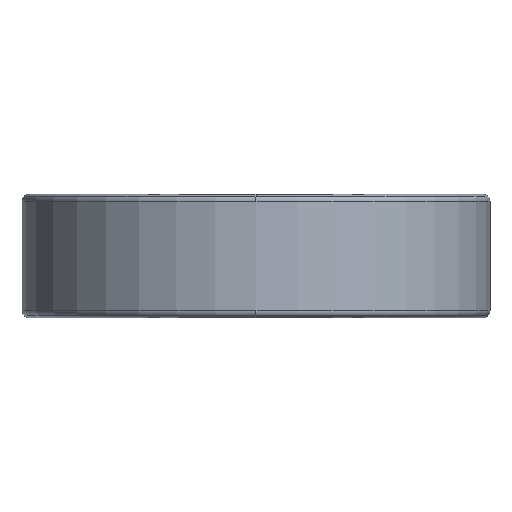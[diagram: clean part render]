
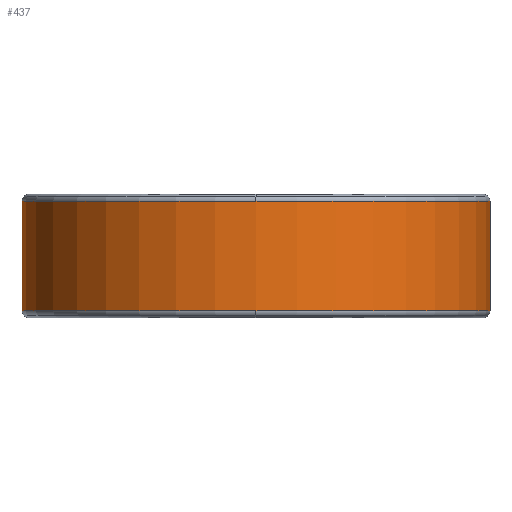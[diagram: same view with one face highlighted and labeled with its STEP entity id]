
A CAD part, left-side view. The second image highlights one B-rep face of the part: STEP entity #437.
In plain terms, the highlighted cylindrical face has radius 36 mm (diameter 72 mm), a partial arc.
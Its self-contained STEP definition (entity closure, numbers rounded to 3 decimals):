
#74 = TOROIDAL_SURFACE('',#75,34.9,1.1);
#75 = AXIS2_PLACEMENT_3D('',#76,#77,#78);
#76 = CARTESIAN_POINT('',(168.,-100.,-185.6));
#77 = DIRECTION('',(0.,0.,-1.));
#78 = DIRECTION('',(-1.,0.,0.));
#316 = TOROIDAL_SURFACE('',#317,34.9,1.1);
#317 = AXIS2_PLACEMENT_3D('',#318,#319,#320);
#318 = CARTESIAN_POINT('',(168.,-100.,-185.6));
#319 = DIRECTION('',(0.,0.,-1.));
#320 = DIRECTION('',(-1.,0.,0.));
#334 = VERTEX_POINT('',#335);
#335 = CARTESIAN_POINT('',(168.,-136.,-185.6));
#352 = CYLINDRICAL_SURFACE('',#353,36.);
#353 = AXIS2_PLACEMENT_3D('',#354,#355,#356);
#354 = CARTESIAN_POINT('',(168.,-100.,-194.));
#355 = DIRECTION('',(0.,0.,-1.));
#356 = DIRECTION('',(0.,1.,0.));
#388 = VERTEX_POINT('',#389);
#389 = CARTESIAN_POINT('',(132.,-100.,-185.6));
#411 = EDGE_CURVE('',#388,#334,#412,.T.);
#412 = SURFACE_CURVE('',#413,(#418,#425),.PCURVE_S1.);
#413 = CIRCLE('',#414,36.);
#414 = AXIS2_PLACEMENT_3D('',#415,#416,#417);
#415 = CARTESIAN_POINT('',(168.,-100.,-185.6));
#416 = DIRECTION('',(0.,0.,1.));
#417 = DIRECTION('',(-1.,0.,0.));
#418 = PCURVE('',#316,#419);
#419 = DEFINITIONAL_REPRESENTATION('',(#420),#424);
#420 = LINE('',#421,#422);
#421 = CARTESIAN_POINT('',(6.283,6.283));
#422 = VECTOR('',#423,1.);
#423 = DIRECTION('',(-1.,0.));
#424 = ( GEOMETRIC_REPRESENTATION_CONTEXT(2) 
PARAMETRIC_REPRESENTATION_CONTEXT() REPRESENTATION_CONTEXT('2D SPACE',''
  ) );
#425 = PCURVE('',#426,#431);
#426 = CYLINDRICAL_SURFACE('',#427,36.);
#427 = AXIS2_PLACEMENT_3D('',#428,#429,#430);
#428 = CARTESIAN_POINT('',(168.,-100.,-194.));
#429 = DIRECTION('',(0.,0.,-1.));
#430 = DIRECTION('',(0.,1.,0.));
#431 = DEFINITIONAL_REPRESENTATION('',(#432),#436);
#432 = LINE('',#433,#434);
#433 = CARTESIAN_POINT('',(4.712,-8.4));
#434 = VECTOR('',#435,1.);
#435 = DIRECTION('',(-1.,0.));
#436 = ( GEOMETRIC_REPRESENTATION_CONTEXT(2) 
PARAMETRIC_REPRESENTATION_CONTEXT() REPRESENTATION_CONTEXT('2D SPACE',''
  ) );
#437 = ADVANCED_FACE('',(#438),#426,.T.);
#438 = FACE_BOUND('',#439,.T.);
#439 = EDGE_LOOP('',(#440,#471,#492,#493,#517,#540));
#440 = ORIENTED_EDGE('',*,*,#441,.T.);
#441 = EDGE_CURVE('',#442,#444,#446,.T.);
#442 = VERTEX_POINT('',#443);
#443 = CARTESIAN_POINT('',(132.,-100.,-202.4));
#444 = VERTEX_POINT('',#445);
#445 = CARTESIAN_POINT('',(168.,-136.,-202.4));
#446 = SURFACE_CURVE('',#447,(#452,#459),.PCURVE_S1.);
#447 = CIRCLE('',#448,36.);
#448 = AXIS2_PLACEMENT_3D('',#449,#450,#451);
#449 = CARTESIAN_POINT('',(168.,-100.,-202.4));
#450 = DIRECTION('',(0.,0.,1.));
#451 = DIRECTION('',(-1.,0.,0.));
#452 = PCURVE('',#426,#453);
#453 = DEFINITIONAL_REPRESENTATION('',(#454),#458);
#454 = LINE('',#455,#456);
#455 = CARTESIAN_POINT('',(4.712,8.4));
#456 = VECTOR('',#457,1.);
#457 = DIRECTION('',(-1.,0.));
#458 = ( GEOMETRIC_REPRESENTATION_CONTEXT(2) 
PARAMETRIC_REPRESENTATION_CONTEXT() REPRESENTATION_CONTEXT('2D SPACE',''
  ) );
#459 = PCURVE('',#460,#465);
#460 = TOROIDAL_SURFACE('',#461,34.9,1.1);
#461 = AXIS2_PLACEMENT_3D('',#462,#463,#464);
#462 = CARTESIAN_POINT('',(168.,-100.,-202.4));
#463 = DIRECTION('',(0.,0.,-1.));
#464 = DIRECTION('',(-1.,0.,0.));
#465 = DEFINITIONAL_REPRESENTATION('',(#466),#470);
#466 = LINE('',#467,#468);
#467 = CARTESIAN_POINT('',(6.283,0.));
#468 = VECTOR('',#469,1.);
#469 = DIRECTION('',(-1.,0.));
#470 = ( GEOMETRIC_REPRESENTATION_CONTEXT(2) 
PARAMETRIC_REPRESENTATION_CONTEXT() REPRESENTATION_CONTEXT('2D SPACE',''
  ) );
#471 = ORIENTED_EDGE('',*,*,#472,.F.);
#472 = EDGE_CURVE('',#334,#444,#473,.T.);
#473 = SURFACE_CURVE('',#474,(#478,#485),.PCURVE_S1.);
#474 = LINE('',#475,#476);
#475 = CARTESIAN_POINT('',(168.,-136.,-185.6));
#476 = VECTOR('',#477,1.);
#477 = DIRECTION('',(0.,0.,-1.));
#478 = PCURVE('',#426,#479);
#479 = DEFINITIONAL_REPRESENTATION('',(#480),#484);
#480 = LINE('',#481,#482);
#481 = CARTESIAN_POINT('',(3.142,-8.4));
#482 = VECTOR('',#483,1.);
#483 = DIRECTION('',(0.,1.));
#484 = ( GEOMETRIC_REPRESENTATION_CONTEXT(2) 
PARAMETRIC_REPRESENTATION_CONTEXT() REPRESENTATION_CONTEXT('2D SPACE',''
  ) );
#485 = PCURVE('',#352,#486);
#486 = DEFINITIONAL_REPRESENTATION('',(#487),#491);
#487 = LINE('',#488,#489);
#488 = CARTESIAN_POINT('',(3.142,-8.4));
#489 = VECTOR('',#490,1.);
#490 = DIRECTION('',(0.,1.));
#491 = ( GEOMETRIC_REPRESENTATION_CONTEXT(2) 
PARAMETRIC_REPRESENTATION_CONTEXT() REPRESENTATION_CONTEXT('2D SPACE',''
  ) );
#492 = ORIENTED_EDGE('',*,*,#411,.F.);
#493 = ORIENTED_EDGE('',*,*,#494,.F.);
#494 = EDGE_CURVE('',#495,#388,#497,.T.);
#495 = VERTEX_POINT('',#496);
#496 = CARTESIAN_POINT('',(168.,-64.,-185.6));
#497 = SURFACE_CURVE('',#498,(#503,#510),.PCURVE_S1.);
#498 = CIRCLE('',#499,36.);
#499 = AXIS2_PLACEMENT_3D('',#500,#501,#502);
#500 = CARTESIAN_POINT('',(168.,-100.,-185.6));
#501 = DIRECTION('',(0.,-0.,1.));
#502 = DIRECTION('',(0.,1.,0.));
#503 = PCURVE('',#426,#504);
#504 = DEFINITIONAL_REPRESENTATION('',(#505),#509);
#505 = LINE('',#506,#507);
#506 = CARTESIAN_POINT('',(6.283,-8.4));
#507 = VECTOR('',#508,1.);
#508 = DIRECTION('',(-1.,0.));
#509 = ( GEOMETRIC_REPRESENTATION_CONTEXT(2) 
PARAMETRIC_REPRESENTATION_CONTEXT() REPRESENTATION_CONTEXT('2D SPACE',''
  ) );
#510 = PCURVE('',#74,#511);
#511 = DEFINITIONAL_REPRESENTATION('',(#512),#516);
#512 = LINE('',#513,#514);
#513 = CARTESIAN_POINT('',(1.571,6.283));
#514 = VECTOR('',#515,1.);
#515 = DIRECTION('',(-1.,0.));
#516 = ( GEOMETRIC_REPRESENTATION_CONTEXT(2) 
PARAMETRIC_REPRESENTATION_CONTEXT() REPRESENTATION_CONTEXT('2D SPACE',''
  ) );
#517 = ORIENTED_EDGE('',*,*,#518,.F.);
#518 = EDGE_CURVE('',#519,#495,#521,.T.);
#519 = VERTEX_POINT('',#520);
#520 = CARTESIAN_POINT('',(168.,-64.,-202.4));
#521 = SURFACE_CURVE('',#522,(#526,#533),.PCURVE_S1.);
#522 = LINE('',#523,#524);
#523 = CARTESIAN_POINT('',(168.,-64.,-202.4));
#524 = VECTOR('',#525,1.);
#525 = DIRECTION('',(0.,0.,1.));
#526 = PCURVE('',#426,#527);
#527 = DEFINITIONAL_REPRESENTATION('',(#528),#532);
#528 = LINE('',#529,#530);
#529 = CARTESIAN_POINT('',(6.283,8.4));
#530 = VECTOR('',#531,1.);
#531 = DIRECTION('',(0.,-1.));
#532 = ( GEOMETRIC_REPRESENTATION_CONTEXT(2) 
PARAMETRIC_REPRESENTATION_CONTEXT() REPRESENTATION_CONTEXT('2D SPACE',''
  ) );
#533 = PCURVE('',#352,#534);
#534 = DEFINITIONAL_REPRESENTATION('',(#535),#539);
#535 = LINE('',#536,#537);
#536 = CARTESIAN_POINT('',(0.,8.4));
#537 = VECTOR('',#538,1.);
#538 = DIRECTION('',(0.,-1.));
#539 = ( GEOMETRIC_REPRESENTATION_CONTEXT(2) 
PARAMETRIC_REPRESENTATION_CONTEXT() REPRESENTATION_CONTEXT('2D SPACE',''
  ) );
#540 = ORIENTED_EDGE('',*,*,#541,.T.);
#541 = EDGE_CURVE('',#519,#442,#542,.T.);
#542 = SURFACE_CURVE('',#543,(#548,#555),.PCURVE_S1.);
#543 = CIRCLE('',#544,36.);
#544 = AXIS2_PLACEMENT_3D('',#545,#546,#547);
#545 = CARTESIAN_POINT('',(168.,-100.,-202.4));
#546 = DIRECTION('',(0.,-0.,1.));
#547 = DIRECTION('',(0.,1.,0.));
#548 = PCURVE('',#426,#549);
#549 = DEFINITIONAL_REPRESENTATION('',(#550),#554);
#550 = LINE('',#551,#552);
#551 = CARTESIAN_POINT('',(6.283,8.4));
#552 = VECTOR('',#553,1.);
#553 = DIRECTION('',(-1.,0.));
#554 = ( GEOMETRIC_REPRESENTATION_CONTEXT(2) 
PARAMETRIC_REPRESENTATION_CONTEXT() REPRESENTATION_CONTEXT('2D SPACE',''
  ) );
#555 = PCURVE('',#556,#561);
#556 = TOROIDAL_SURFACE('',#557,34.9,1.1);
#557 = AXIS2_PLACEMENT_3D('',#558,#559,#560);
#558 = CARTESIAN_POINT('',(168.,-100.,-202.4));
#559 = DIRECTION('',(0.,0.,-1.));
#560 = DIRECTION('',(-1.,0.,0.));
#561 = DEFINITIONAL_REPRESENTATION('',(#562),#566);
#562 = LINE('',#563,#564);
#563 = CARTESIAN_POINT('',(1.571,0.));
#564 = VECTOR('',#565,1.);
#565 = DIRECTION('',(-1.,0.));
#566 = ( GEOMETRIC_REPRESENTATION_CONTEXT(2) 
PARAMETRIC_REPRESENTATION_CONTEXT() REPRESENTATION_CONTEXT('2D SPACE',''
  ) );
